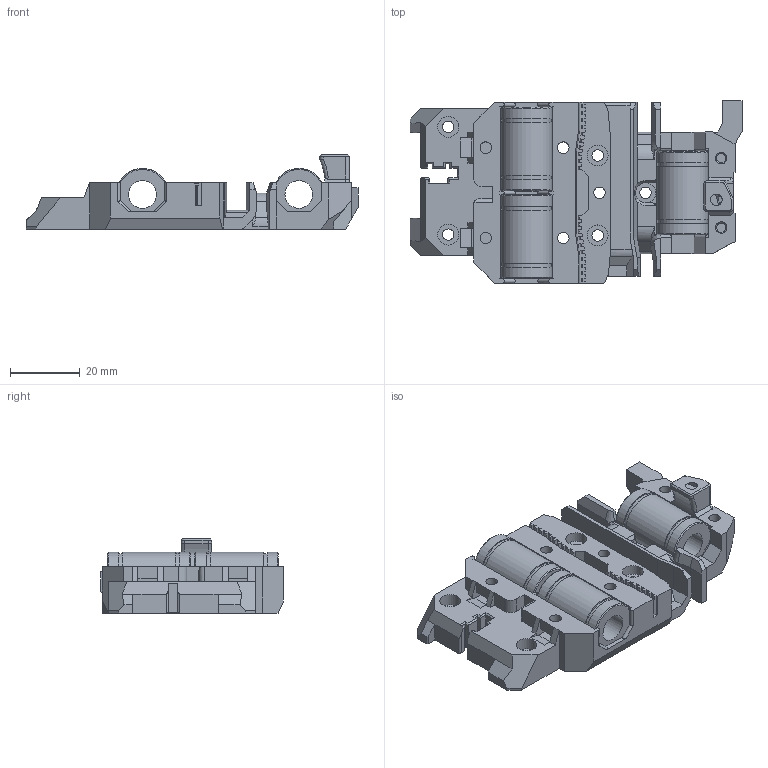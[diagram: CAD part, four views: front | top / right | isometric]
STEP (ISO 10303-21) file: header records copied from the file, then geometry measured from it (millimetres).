
FILE_DESCRIPTION(/* description */ (''),/* implementation_level */ '2;1');
FILE_NAME(/* name */ 'bondtech_x_carriage_mk2s_mk2.5.step',/* time_stamp */ '2020-02-05T13:12:27+01:00',/* author */ (''),/* organization */ (''),/* preprocessor_version */ 'ST-DEVELOPER v18',/* originating_system */ 'Autodesk Translation Framework v8.12.0.6',/* authorisation */ '');
FILE_SCHEMA (('AUTOMOTIVE_DESIGN { 1 0 10303 214 3 1 1 }'));
Length unit declared in the file: millimetre
Products named in the file (3): bondtech_x_carriage_mk2s_mk2.5; x_carriage; lm8uu
Assembly tree (4 placements, depth 2):
  bondtech_x_carriage_mk2s_mk2.5
    x_carriage
    lm8uu  x3
Bounding box: 95.5 x 52.5 x 21.4 mm (x, y, z)
Volume: 41839.5 mm3; surface area: 23505.2 mm2
Topology: 4 solids, 19 shells, 776 faces, 2012 edges, 1291 vertices
Faces by surface type: plane 604, cylinder 100, cone 57, torus 8, bspline 7
Full cylindrical faces by diameter (mm): 2.8 x1, 3.25 x2, 3.3 x14, 5.8 x1, 6 x4, 8 x3, 14.3 x6, 15 x9
Entity records: 23046 total; most frequent: CARTESIAN_POINT 4548, ORIENTED_EDGE 3936, DIRECTION 3629, EDGE_CURVE 1968, LINE 1585, VECTOR 1585, VERTEX_POINT 1263, AXIS2_PLACEMENT_3D 1022
